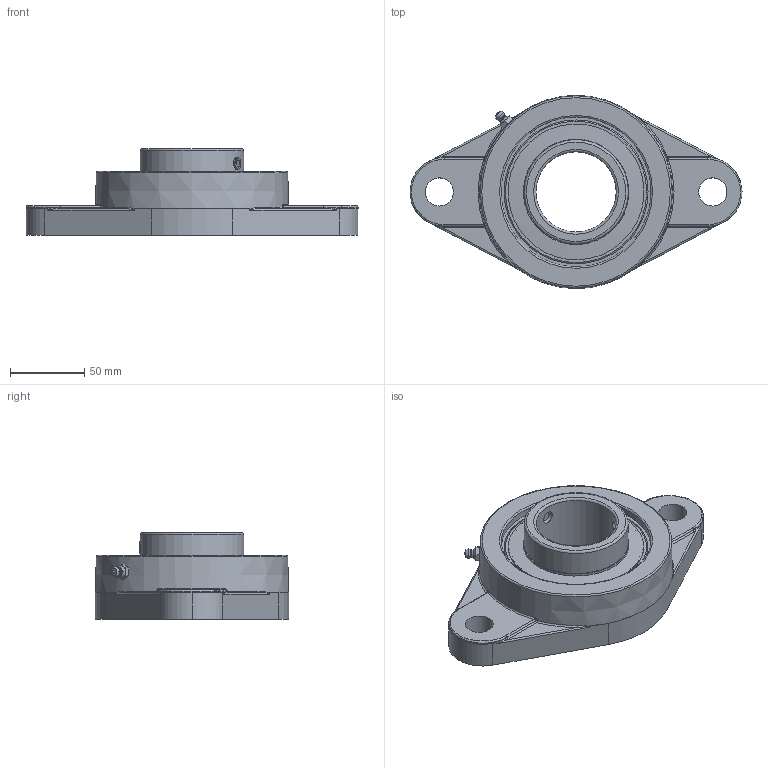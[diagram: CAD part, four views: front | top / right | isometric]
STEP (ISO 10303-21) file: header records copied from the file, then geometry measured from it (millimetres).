
FILE_DESCRIPTION(('HOOPS Exchange Step'),'2;1');
FILE_NAME('export-BF9E3331-E712-42A7-B945-549A8567A627.stp','2019-12-13T08:30:31-08:00',('ibuslach'),('Alibre'),'HOOPS Exchange 2019.2','Alibre','Unknown authorisation');
FILE_SCHEMA( ('AP242_MANAGED_MODEL_BASED_3D_ENGINEERING_MIM_LF {1 0 10303 442 1 1 4 }') );
Length unit declared in the file: centimetre
Products named in the file (7): MRN SFL 211; UCP ZERK 6mm; SUC 211-34 RACES; SUC 211 SHIELD; SUC 211 SS; MRN SUC 211-34; MRN SUCFL 211-34
Assembly tree (8 placements, depth 3):
  MRN SUCFL 211-34
    MRN SFL 211
    UCP ZERK 6mm
    MRN SUC 211-34
      SUC 211-34 RACES
      SUC 211 SHIELD  x2
      SUC 211 SS  x2
Bounding box: 223.32 x 130 x 58.4 mm (x, y, z)
Volume: 448311.6 mm3; surface area: 113041.9 mm2
Topology: 8 solids, 8 shells, 191 faces, 487 edges, 307 vertices
Faces by surface type: plane 62, cylinder 55, torus 26, cone 19, bspline 16, sphere 13
Full cylindrical faces by diameter (mm): 1.509 x2, 5.994 x1, 6 x1, 8.382 x4, 19 x2, 53.975 x1, 69.85 x3, 70.866 x2, 88.9 x1, 91.44 x2, 100.825 x1, 102.825 x1
Entity records: 17512 total; most frequent: CARTESIAN_POINT 13144, DIRECTION 920, ORIENTED_EDGE 868, EDGE_CURVE 434, AXIS2_PLACEMENT_3D 392, VERTEX_POINT 276, CIRCLE 213, EDGE_LOOP 198
